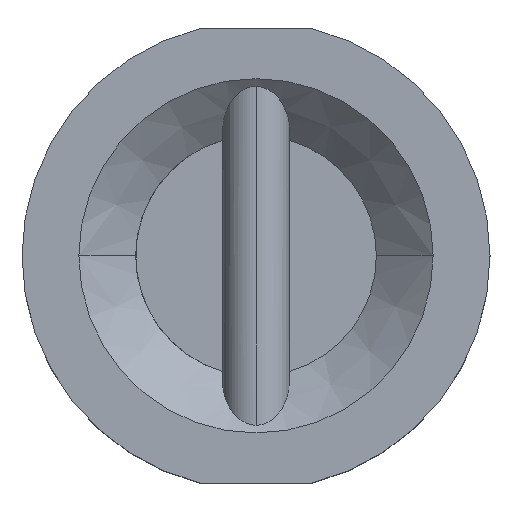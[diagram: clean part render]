
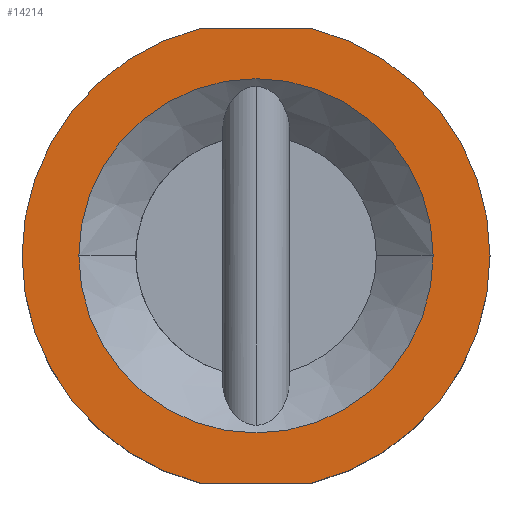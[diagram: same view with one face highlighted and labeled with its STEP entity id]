
A CAD part, top view. The second image highlights one B-rep face of the part: STEP entity #14214.
In plain terms, the highlighted planar face has unit normal (0, 0, 1).
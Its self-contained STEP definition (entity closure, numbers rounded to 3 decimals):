
#4323 = CARTESIAN_POINT ( 'NONE',  ( 16.613, 68., 0. ) ) ;
#4374 = DIRECTION ( 'NONE',  ( 1., 0., 0. ) ) ;
#4375 = DIRECTION ( 'NONE',  ( 0., 0., 1. ) ) ;
#4376 = CARTESIAN_POINT ( 'NONE',  ( 0., 0., 0. ) ) ;
#4377 = AXIS2_PLACEMENT_3D ( 'NONE', #4376, #4375, #4374 ) ;
#4378 = CIRCLE ( 'NONE', #4377, 70. ) ;
#4515 = VECTOR ( 'NONE', #4570, 1000. ) ;
#4516 = CARTESIAN_POINT ( 'NONE',  ( -16.613, -68., 0. ) ) ;
#4517 = LINE ( 'NONE', #4516, #4515 ) ;
#4518 = CARTESIAN_POINT ( 'NONE',  ( -16.613, -68., 0. ) ) ;
#4519 = CARTESIAN_POINT ( 'NONE',  ( -16.613, 68., 0. ) ) ;
#4520 = DIRECTION ( 'NONE',  ( 1., 0., 0. ) ) ;
#4521 = DIRECTION ( 'NONE',  ( 0., 0., 1. ) ) ;
#4522 = CARTESIAN_POINT ( 'NONE',  ( 0., 0., 0. ) ) ;
#4523 = AXIS2_PLACEMENT_3D ( 'NONE', #4522, #4521, #4520 ) ;
#4524 = CIRCLE ( 'NONE', #4523, 70. ) ;
#4525 = DIRECTION ( 'NONE',  ( -1., 0., 0. ) ) ;
#4526 = DIRECTION ( 'NONE',  ( 0., 0., -1. ) ) ;
#4527 = CARTESIAN_POINT ( 'NONE',  ( -53., 0., 0. ) ) ;
#4528 = AXIS2_PLACEMENT_3D ( 'NONE', #4527, #4526, #4525 ) ;
#4529 = PLANE ( 'NONE',  #4528 ) ;
#4530 = FACE_BOUND ( 'NONE', #14283, .T. ) ;
#4531 = FACE_OUTER_BOUND ( 'NONE', #14215, .T. ) ;
#4532 = DIRECTION ( 'NONE',  ( 1., 0., 0. ) ) ;
#4533 = DIRECTION ( 'NONE',  ( 0., 0., 1. ) ) ;
#4534 = CARTESIAN_POINT ( 'NONE',  ( 0., 0., 0. ) ) ;
#4535 = AXIS2_PLACEMENT_3D ( 'NONE', #4534, #4533, #4532 ) ;
#4536 = CIRCLE ( 'NONE', #4535, 53. ) ;
#4570 = DIRECTION ( 'NONE',  ( -1., 0., 0. ) ) ;
#4707 = DIRECTION ( 'NONE',  ( 1., 0., 0. ) ) ;
#4708 = VECTOR ( 'NONE', #4707, 1000. ) ;
#4709 = CARTESIAN_POINT ( 'NONE',  ( -16.613, 68., 0. ) ) ;
#4715 = LINE ( 'NONE', #4709, #4708 ) ;
#5469 = CARTESIAN_POINT ( 'NONE',  ( -53., 0., 0. ) ) ;
#5490 = CARTESIAN_POINT ( 'NONE',  ( 0., 0., 0. ) ) ;
#5530 = DIRECTION ( 'NONE',  ( 1., 0., 0. ) ) ;
#5531 = DIRECTION ( 'NONE',  ( 0., 0., 1. ) ) ;
#5532 = AXIS2_PLACEMENT_3D ( 'NONE', #5490, #5531, #5530 ) ;
#5533 = CIRCLE ( 'NONE', #5532, 53. ) ;
#5693 = CARTESIAN_POINT ( 'NONE',  ( 16.613, -68., 0. ) ) ;
#5694 = DIRECTION ( 'NONE',  ( 1., 0., 0. ) ) ;
#5695 = DIRECTION ( 'NONE',  ( 0., 0., 1. ) ) ;
#5696 = CARTESIAN_POINT ( 'NONE',  ( 0., 0., 0. ) ) ;
#5697 = AXIS2_PLACEMENT_3D ( 'NONE', #5696, #5695, #5694 ) ;
#5698 = CIRCLE ( 'NONE', #5697, 70. ) ;
#5699 = CARTESIAN_POINT ( 'NONE',  ( 70., 0., 0. ) ) ;
#7390 = CARTESIAN_POINT ( 'NONE',  ( 53., 0., 0. ) ) ;
#14129 = VERTEX_POINT ( 'NONE', #4323 ) ;
#14131 = EDGE_CURVE ( 'NONE', #14605, #14129, #4378, .T. ) ;
#14213 = EDGE_CURVE ( 'NONE', #20870, #14535, #4536, .T. ) ;
#14214 = ADVANCED_FACE ( 'NONE', ( #4531, #4530 ), #4529, .F. ) ;
#14215 = EDGE_LOOP ( 'NONE', ( #14216, #14220, #14222, #14280, #14281 ) ) ;
#14216 = ORIENTED_EDGE ( 'NONE', *, *, #14217, .T. ) ;
#14217 = EDGE_CURVE ( 'NONE', #14218, #14219, #4524, .T. ) ;
#14218 = VERTEX_POINT ( 'NONE', #4519 ) ;
#14219 = VERTEX_POINT ( 'NONE', #4518 ) ;
#14220 = ORIENTED_EDGE ( 'NONE', *, *, #14221, .F. ) ;
#14221 = EDGE_CURVE ( 'NONE', #14609, #14219, #4517, .T. ) ;
#14222 = ORIENTED_EDGE ( 'NONE', *, *, #14608, .T. ) ;
#14280 = ORIENTED_EDGE ( 'NONE', *, *, #14131, .T. ) ;
#14281 = ORIENTED_EDGE ( 'NONE', *, *, #14282, .F. ) ;
#14282 = EDGE_CURVE ( 'NONE', #14218, #14129, #4715, .T. ) ;
#14283 = EDGE_LOOP ( 'NONE', ( #14284, #14285 ) ) ;
#14284 = ORIENTED_EDGE ( 'NONE', *, *, #14213, .F. ) ;
#14285 = ORIENTED_EDGE ( 'NONE', *, *, #14553, .F. ) ;
#14535 = VERTEX_POINT ( 'NONE', #5469 ) ;
#14553 = EDGE_CURVE ( 'NONE', #14535, #20870, #5533, .T. ) ;
#14605 = VERTEX_POINT ( 'NONE', #5699 ) ;
#14608 = EDGE_CURVE ( 'NONE', #14609, #14605, #5698, .T. ) ;
#14609 = VERTEX_POINT ( 'NONE', #5693 ) ;
#20870 = VERTEX_POINT ( 'NONE', #7390 ) ;
